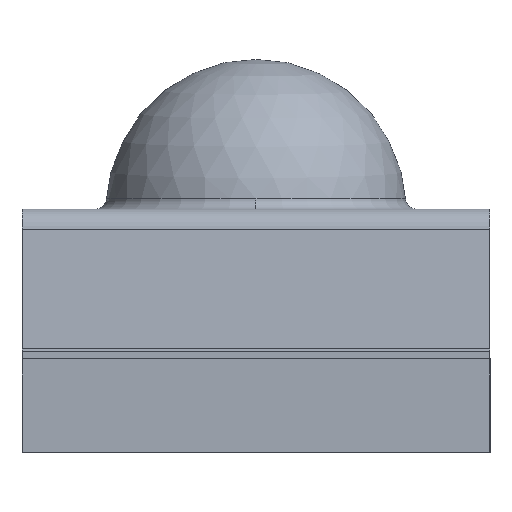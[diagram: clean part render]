
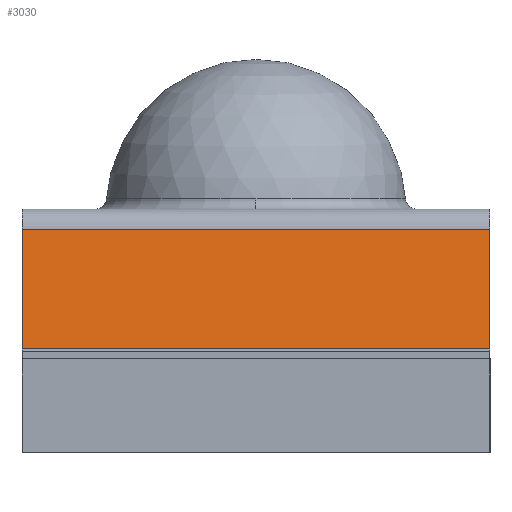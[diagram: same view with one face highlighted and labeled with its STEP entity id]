
A CAD part, left-side view. The second image highlights one B-rep face of the part: STEP entity #3030.
In plain terms, the highlighted planar face has unit normal (-0.995, 0, 0.1).
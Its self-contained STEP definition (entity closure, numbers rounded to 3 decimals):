
#2836 = VERTEX_POINT('',#2837);
#2837 = CARTESIAN_POINT('',(-0.637,0.625,0.277
    ));
#2844 = EDGE_CURVE('',#2836,#2845,#2847,.T.);
#2845 = VERTEX_POINT('',#2846);
#2846 = CARTESIAN_POINT('',(-0.606,0.625,
    0.596));
#2847 = LINE('',#2848,#2849);
#2848 = CARTESIAN_POINT('',(-0.637,0.625,0.277
    ));
#2849 = VECTOR('',#2850,1.);
#2850 = DIRECTION('',(0.1,0.,0.995));
#2868 = EDGE_CURVE('',#2869,#2836,#2871,.T.);
#2869 = VERTEX_POINT('',#2870);
#2870 = CARTESIAN_POINT('',(-0.637,-0.625,
    0.277));
#2871 = LINE('',#2872,#2873);
#2872 = CARTESIAN_POINT('',(-0.637,0.,
    0.277));
#2873 = VECTOR('',#2874,1.);
#2874 = DIRECTION('',(0.,1.,0.));
#2928 = VERTEX_POINT('',#2929);
#2929 = CARTESIAN_POINT('',(-0.606,-0.625,
    0.596));
#2936 = EDGE_CURVE('',#2928,#2869,#2937,.T.);
#2937 = LINE('',#2938,#2939);
#2938 = CARTESIAN_POINT('',(-0.606,-0.625,
    0.596));
#2939 = VECTOR('',#2940,1.);
#2940 = DIRECTION('',(-0.1,0.,-0.995));
#3017 = EDGE_CURVE('',#2845,#2928,#3018,.T.);
#3018 = LINE('',#3019,#3020);
#3019 = CARTESIAN_POINT('',(-0.606,0.,
    0.596));
#3020 = VECTOR('',#3021,1.);
#3021 = DIRECTION('',(0.,-1.,0.));
#3030 = ADVANCED_FACE('',(#3031),#3037,.T.);
#3031 = FACE_BOUND('',#3032,.T.);
#3032 = EDGE_LOOP('',(#3033,#3034,#3035,#3036));
#3033 = ORIENTED_EDGE('',*,*,#2936,.F.);
#3034 = ORIENTED_EDGE('',*,*,#3017,.F.);
#3035 = ORIENTED_EDGE('',*,*,#2844,.F.);
#3036 = ORIENTED_EDGE('',*,*,#2868,.F.);
#3037 = PLANE('',#3038);
#3038 = AXIS2_PLACEMENT_3D('',#3039,#3040,#3041);
#3039 = CARTESIAN_POINT('',(-0.606,0.625,
    0.596));
#3040 = DIRECTION('',(-0.995,0.,
    0.1));
#3041 = DIRECTION('',(0.1,0.,
    0.995));
